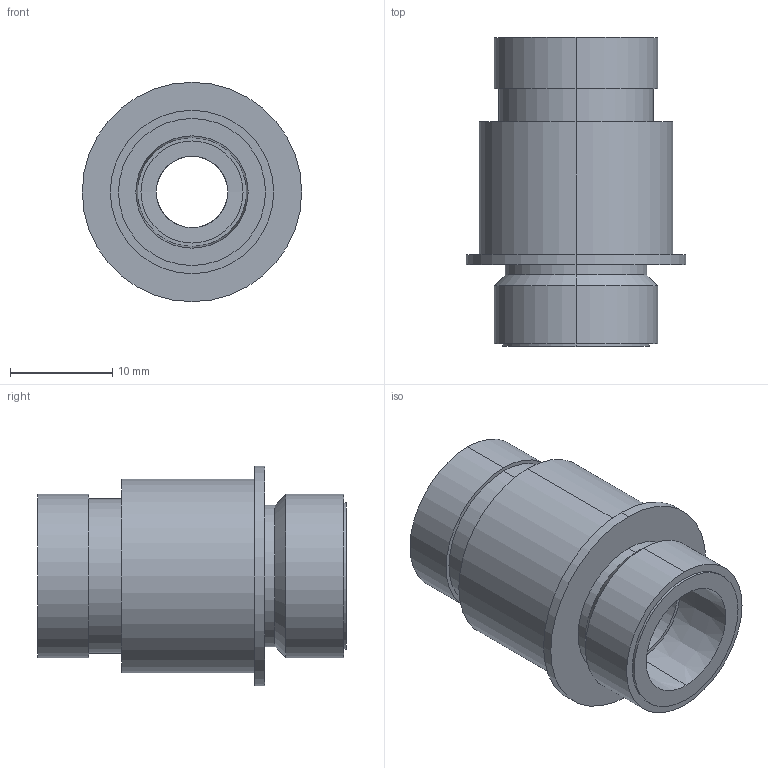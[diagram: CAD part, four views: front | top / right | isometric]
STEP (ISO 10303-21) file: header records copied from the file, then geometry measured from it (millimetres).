
FILE_DESCRIPTION (( 'STEP AP214' ), '1' );
FILE_NAME ('2035324_KSTP1.stp', '2018-06-07T06:15:19', ( '' ), ( '' ), 'SwSTEP 2.0', 'SolidWorks 2016', '' );
FILE_SCHEMA (( 'AUTOMOTIVE_DESIGN' ));
Length unit declared in the file: millimetre
Products named in the file (4): 2035324_KSTP1; 022659_Pg09 2028093 2034093; EV510-09_Standard; EV269-16-01_Standard
Assembly tree (3 placements, depth 2):
  2035324_KSTP1
    EV269-16-01_Standard
    EV510-09_Standard
    022659_Pg09 2028093 2034093
Bounding box: 21.5 x 30.26 x 21.5 mm (x, y, z)
Volume: 5380.5 mm3; surface area: 5138.3 mm2
Topology: 4 solids, 4 shells, 49 faces, 98 edges, 62 vertices
Faces by surface type: cylinder 26, plane 13, cone 8, torus 2
Entity records: 1467 total; most frequent: DIRECTION 256, CARTESIAN_POINT 239, ORIENTED_EDGE 196, AXIS2_PLACEMENT_3D 111, EDGE_CURVE 98, EDGE_LOOP 62, VERTEX_POINT 62, CIRCLE 56
